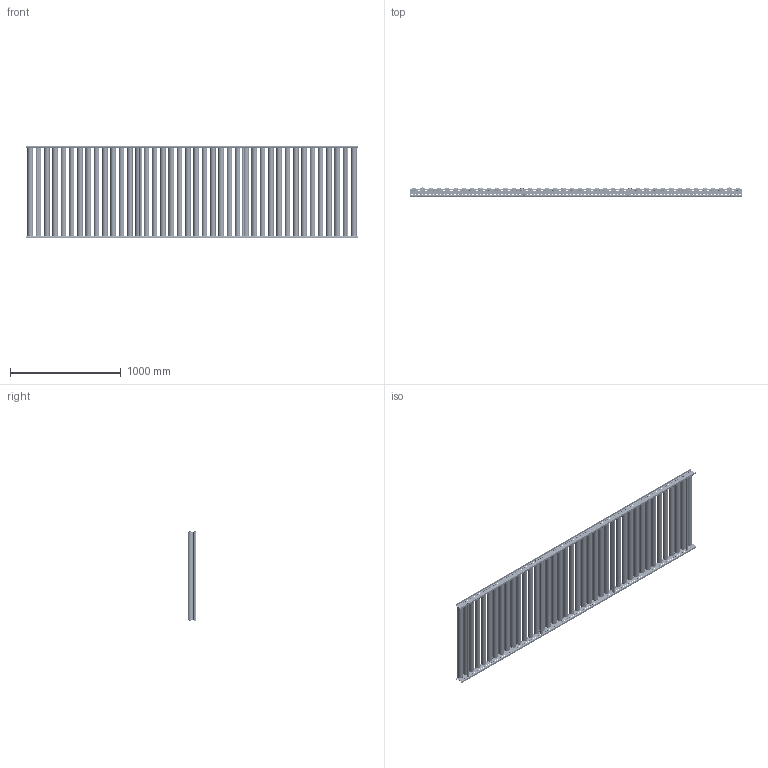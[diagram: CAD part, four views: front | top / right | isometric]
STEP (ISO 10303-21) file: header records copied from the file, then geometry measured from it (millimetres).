
FILE_DESCRIPTION (( 'STEP AP214' ), '1' );
FILE_NAME ('0052100.step', '2022-06-29T11:31:04', ( '' ), ( '' ), 'SwSTEP 2.0', 'SolidWorks 2020', '' );
FILE_SCHEMA (( 'AUTOMOTIVE_DESIGN' ));
Length unit declared in the file: millimetre
Products named in the file (15): 0052100; S100994_Sperrzahnschraube_M08x16-8.8-A2K; KUT100-50x2,8-KB-A8-FA_KFG_0054463_KUT100-50x2,8-KB-A8-FA-EL=800; Sicherungsring_DIN471_8x0.8_Circlip DIN 471 - 8 x 0.8; 0017015_Tragrollenrohr-Ø50x2,8KU_KFG_L=780; 0026267_Typ-KUT100-50x2,8-8_Lageboden-schematisch; Profil_LRB-20x70x20x2_KFG_S109080_U-PROFIL-20-70-20-2-LRB-L=3000; Traversen_KFG_L800; 0039780-Achse-ST-Ø12-KFG_IGM8-AL=800; 0017015_Tragrollenrohr-Ø50x2,8KU_KFG_0017015_L=785; KUT100-50x2,8-KB-A12-IGM8-EL=KFG_S100915_KUT100-50x2,8-KB-A12-IGM8-EL=800; Druckfeder_1,2x10x30; 0039778-Achse-ST-Ø08-KFG_AL820-G; 0024178_Passscheibe_DIN988_12x18x1; 0026266_Typ-KUT100-50x2,8-12
Assembly tree (75 placements, depth 3):
  0052100
    Profil_LRB-20x70x20x2_KFG_S109080_U-PROFIL-20-70-20-2-LRB-L=3000  x2
    KUT100-50x2,8-KB-A8-FA_KFG_0054463_KUT100-50x2,8-KB-A8-FA-EL=800  x36
      0026267_Typ-KUT100-50x2,8-8_Lageboden-schematisch
      0039778-Achse-ST-Ø08-KFG_AL820-G
      0017015_Tragrollenrohr-Ø50x2,8KU_KFG_L=780
      Druckfeder_1,2x10x30
      Sicherungsring_DIN471_8x0.8_Circlip DIN 471 - 8 x 0.8
    KUT100-50x2,8-KB-A12-IGM8-EL=KFG_S100915_KUT100-50x2,8-KB-A12-IGM8-EL=800  x4
      0017015_Tragrollenrohr-Ø50x2,8KU_KFG_0017015_L=785
      0026266_Typ-KUT100-50x2,8-12
      0039780-Achse-ST-Ø12-KFG_IGM8-AL=800
      0024178_Passscheibe_DIN988_12x18x1
    S100994_Sperrzahnschraube_M08x16-8.8-A2K  x16
    Traversen_KFG_L800  x4
Bounding box: 3000 x 80 x 840 mm (x, y, z)
Volume: 18635303.6 mm3; surface area: 13516028.1 mm2
Topology: 634 solids, 634 shells, 12220 faces, 30408 edges, 19328 vertices
Faces by surface type: cylinder 5720, plane 3052, torus 1296, cone 1152, sphere 928, bspline 72
Entity records: 62957 total; most frequent: CARTESIAN_POINT 14587, DIRECTION 9765, ORIENTED_EDGE 8376, AXIS2_PLACEMENT_3D 4252, EDGE_CURVE 4188, VERTEX_POINT 2764, CIRCLE 2657, EDGE_LOOP 2516
